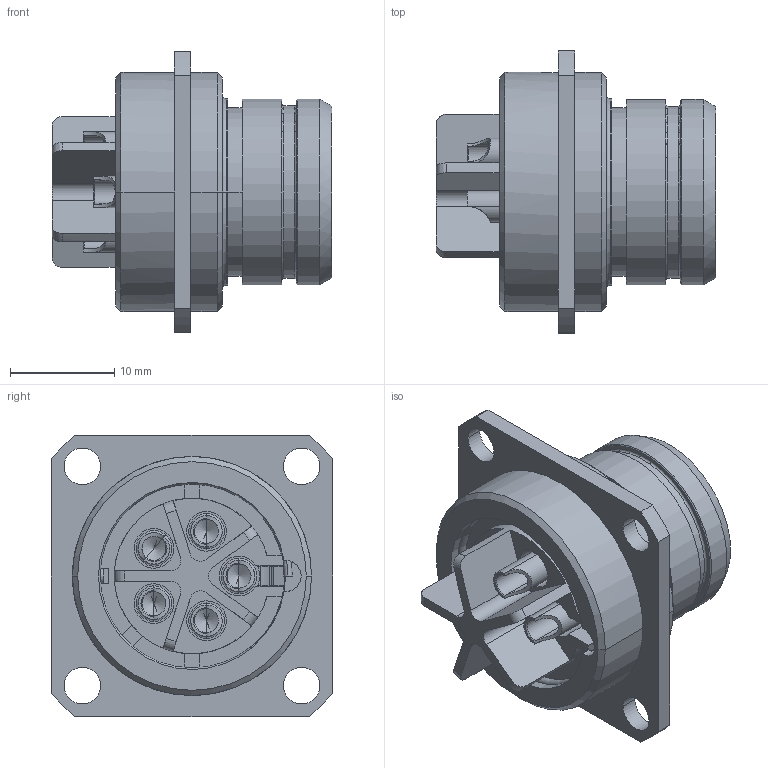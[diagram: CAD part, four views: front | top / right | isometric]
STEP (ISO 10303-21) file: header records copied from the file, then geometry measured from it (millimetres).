
FILE_DESCRIPTION((''),'2;1');
FILE_NAME('1331E205MZ','2024-07-17T15:28:11',('paultorloting'),('NET AG system integration'),'CREO PARAMETRIC BY PTC INC, 2021404','CREO PARAMETRIC BY PTC INC, 2021404','');
FILE_SCHEMA(('AUTOMOTIVE_DESIGN { 1 0 10303 214 1 1 1 1 }'));
Length unit declared in the file: millimetre
Products named in the file (1): 1331E205MZ
Bounding box: 26.8 x 27 x 27 mm (x, y, z)
Volume: 6039.6 mm3; surface area: 6313.4 mm2
Topology: 1 solids, 1 shells, 414 faces, 1106 edges, 707 vertices
Faces by surface type: plane 224, cylinder 124, cone 35, torus 21, sphere 10
Entity records: 16606 total; most frequent: CARTESIAN_POINT 3136, ORIENTED_EDGE 2172, DIRECTION 2160, EDGE_CURVE 1086, AXIS2_PLACEMENT_3D 730, VERTEX_POINT 707, VECTOR 697, LINE 697
